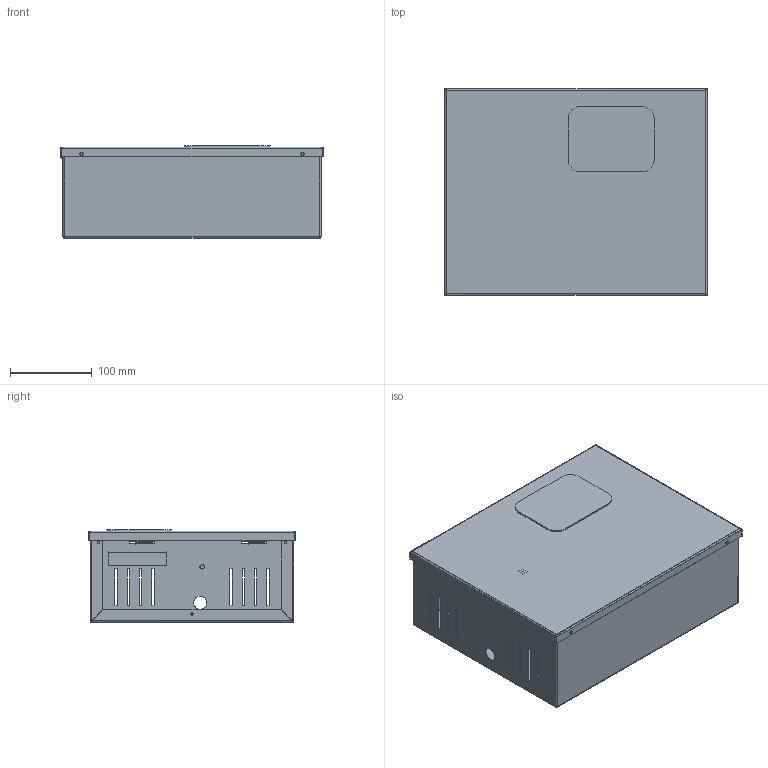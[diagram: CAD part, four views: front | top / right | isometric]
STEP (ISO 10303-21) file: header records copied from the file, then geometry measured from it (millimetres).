
FILE_DESCRIPTION (( 'STEP AP214' ), '1' );
FILE_NAME ('賺俵 12-6,0.STEP', '2021-02-16T14:57:21', ( '' ), ( '' ), 'SwSTEP 2.0', 'SolidWorks 2017', '' );
FILE_SCHEMA (( 'AUTOMOTIVE_DESIGN' ));
Length unit declared in the file: millimetre
Products named in the file (1): 賺俵 12-6,0
Bounding box: 321 x 253 x 113.44 mm (x, y, z)
Volume: 349200.9 mm3; surface area: 758964.5 mm2
Topology: 15 solids, 15 shells, 749 faces, 1898 edges, 1192 vertices
Faces by surface type: plane 483, cylinder 224, bspline 16, cone 10, torus 8, sphere 8
Entity records: 31603 total; most frequent: CARTESIAN_POINT 4690, ORIENTED_EDGE 3764, DIRECTION 3760, EDGE_CURVE 1882, LINE 1384, VECTOR 1384, AXIS2_PLACEMENT_3D 1188, VERTEX_POINT 1184
